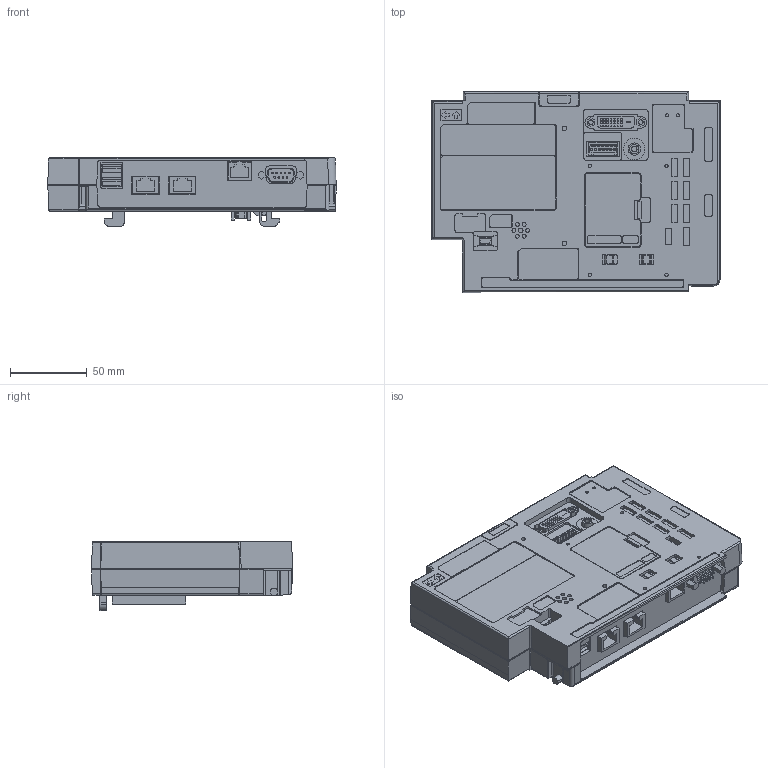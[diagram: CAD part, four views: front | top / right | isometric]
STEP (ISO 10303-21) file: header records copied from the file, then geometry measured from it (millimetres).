
FILE_DESCRIPTION((''),'2;1');
FILE_NAME('HMIGTU_ASM','2021-04-02T09:27:29',('SESA601980'),('Schneider-Electric'),'CREO PARAMETRIC BY PTC INC, 2019471','CREO PARAMETRIC BY PTC INC, 2019471','');
FILE_SCHEMA(('CONFIG_CONTROL_DESIGN'));
Length unit declared in the file: millimetre
Products named in the file (12): HMIG5U2_1; HMIG5U2_2; HMIG5U2_3; HMIG5U2_4; HMIG5U2_5; HMIG5U2_6; HMIG5U2_7; HMIG5U2_8; HMIG5U2_9; HMIG5U2_10; SE_3DCAD_HMIGTU_OPEN_BOX_-_CREO_ASM; HMIGTU_ASM
Assembly tree (11 placements, depth 3):
  HMIGTU_ASM
    SE_3DCAD_HMIGTU_OPEN_BOX_-_CREO_ASM
      HMIG5U2_1
      HMIG5U2_2
      HMIG5U2_3
      HMIG5U2_4
      HMIG5U2_5
      HMIG5U2_6
      HMIG5U2_7
      HMIG5U2_8
      HMIG5U2_9
      HMIG5U2_10
Bounding box: 188.06 x 131.05 x 45 mm (x, y, z)
Volume: 753676.8 mm3; surface area: 91178.8 mm2
Topology: 10 solids, 10 shells, 1581 faces, 4222 edges, 2797 vertices
Faces by surface type: plane 1094, cylinder 465, torus 15, extrusion 6, bspline 1
Entity records: 49740 total; most frequent: CARTESIAN_POINT 9318, ORIENTED_EDGE 8434, DIRECTION 8195, EDGE_CURVE 4217, VECTOR 3233, LINE 3227, VERTEX_POINT 2795, AXIS2_PLACEMENT_3D 2481
